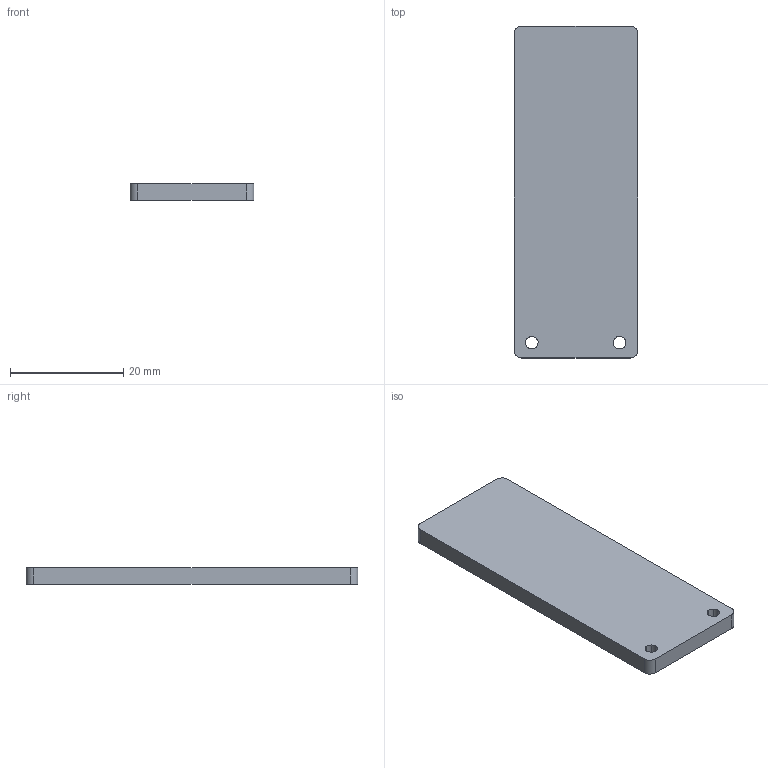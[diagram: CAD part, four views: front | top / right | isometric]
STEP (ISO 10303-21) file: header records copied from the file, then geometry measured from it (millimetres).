
FILE_DESCRIPTION(/* description */ (''),/* implementation_level */ '2;1');
FILE_NAME(/* name */ 'oled-cover-option1.step',/* time_stamp */ '2024-01-28T13:41:07-05:00',/* author */ (''),/* organization */ (''),/* preprocessor_version */ 'ST-DEVELOPER v20',/* originating_system */ 'Autodesk Translation Framework v12.14.0.127',/* authorisation */ '');
FILE_SCHEMA (('AUTOMOTIVE_DESIGN { 1 0 10303 214 3 1 1 }'));
Length unit declared in the file: millimetre
Products named in the file (1): (Unsaved)
Bounding box: 21.82 x 58.62 x 3 mm (x, y, z)
Volume: 3810.3 mm3; surface area: 3057.5 mm2
Topology: 1 solids, 1 shells, 26 faces, 72 edges, 48 vertices
Faces by surface type: bspline 20, plane 6
Entity records: 985 total; most frequent: CARTESIAN_POINT 415, ORIENTED_EDGE 144, EDGE_CURVE 72, VERTEX_POINT 48, DIRECTION 46, B_SPLINE_CURVE_WITH_KNOTS 40, LINE 32, VECTOR 32
